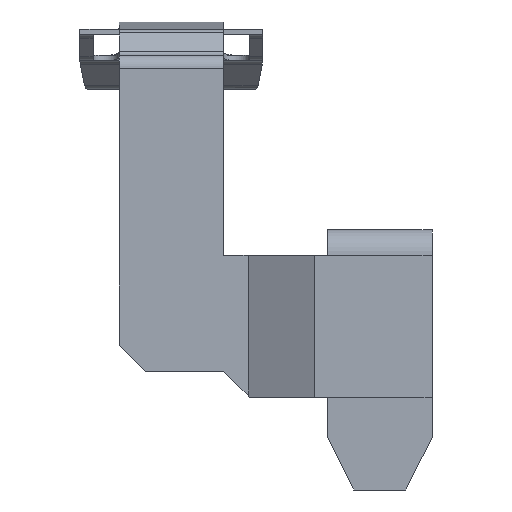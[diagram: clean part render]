
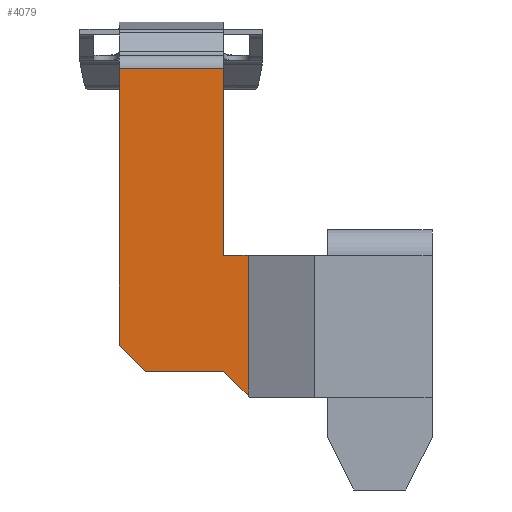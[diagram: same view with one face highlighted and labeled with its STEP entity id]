
A CAD part, front view. The second image highlights one B-rep face of the part: STEP entity #4079.
In plain terms, the highlighted planar face has unit normal (0, -1, 0).
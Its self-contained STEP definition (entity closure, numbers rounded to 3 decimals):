
#1516 = PLANE('',#1517);
#1517 = AXIS2_PLACEMENT_3D('',#1518,#1519,#1520);
#1518 = CARTESIAN_POINT('',(2.,-0.152,16.021));
#1519 = DIRECTION('',(1.,0.,0.));
#1520 = DIRECTION('',(0.,0.,-1.));
#1801 = PLANE('',#1802);
#1802 = AXIS2_PLACEMENT_3D('',#1803,#1804,#1805);
#1803 = CARTESIAN_POINT('',(-2.,-0.152,3.88));
#1804 = DIRECTION('',(-1.,-0.,0.));
#1805 = DIRECTION('',(0.,0.,1.));
#3360 = VERTEX_POINT('',#3361);
#3361 = CARTESIAN_POINT('',(2.,-0.142,14.511));
#3380 = CYLINDRICAL_SURFACE('',#3381,0.5);
#3381 = AXIS2_PLACEMENT_3D('',#3382,#3383,#3384);
#3382 = CARTESIAN_POINT('',(2.,0.358,14.511));
#3383 = DIRECTION('',(1.,0.,0.));
#3384 = DIRECTION('',(0.,-1.,0.));
#3392 = EDGE_CURVE('',#3393,#3360,#3395,.T.);
#3393 = VERTEX_POINT('',#3394);
#3394 = CARTESIAN_POINT('',(2.,-0.142,7.338));
#3395 = SURFACE_CURVE('',#3396,(#3400,#3407),.PCURVE_S1.);
#3396 = LINE('',#3397,#3398);
#3397 = CARTESIAN_POINT('',(2.,-0.142,
    10.925));
#3398 = VECTOR('',#3399,1.);
#3399 = DIRECTION('',(0.,0.,1.));
#3400 = PCURVE('',#1516,#3401);
#3401 = DEFINITIONAL_REPRESENTATION('',(#3402),#3406);
#3402 = LINE('',#3403,#3404);
#3403 = CARTESIAN_POINT('',(5.097,0.01));
#3404 = VECTOR('',#3405,1.);
#3405 = DIRECTION('',(-1.,0.));
#3406 = ( GEOMETRIC_REPRESENTATION_CONTEXT(2) 
PARAMETRIC_REPRESENTATION_CONTEXT() REPRESENTATION_CONTEXT('2D SPACE',''
  ) );
#3407 = PCURVE('',#3408,#3413);
#3408 = PLANE('',#3409);
#3409 = AXIS2_PLACEMENT_3D('',#3410,#3411,#3412);
#3410 = CARTESIAN_POINT('',(-2.01,-0.142,14.521));
#3411 = DIRECTION('',(0.,-1.,0.));
#3412 = DIRECTION('',(0.,0.,-1.));
#3413 = DEFINITIONAL_REPRESENTATION('',(#3414),#3418);
#3414 = LINE('',#3415,#3416);
#3415 = CARTESIAN_POINT('',(3.597,4.01));
#3416 = VECTOR('',#3417,1.);
#3417 = DIRECTION('',(-1.,0.));
#3418 = ( GEOMETRIC_REPRESENTATION_CONTEXT(2) 
PARAMETRIC_REPRESENTATION_CONTEXT() REPRESENTATION_CONTEXT('2D SPACE',''
  ) );
#3436 = PLANE('',#3437);
#3437 = AXIS2_PLACEMENT_3D('',#3438,#3439,#3440);
#3438 = CARTESIAN_POINT('',(1.99,-1.426,7.338));
#3439 = DIRECTION('',(0.,0.,1.));
#3440 = DIRECTION('',(1.,0.,0.));
#3764 = VERTEX_POINT('',#3765);
#3765 = CARTESIAN_POINT('',(-2.,-0.142,3.89));
#3779 = PLANE('',#3780);
#3780 = AXIS2_PLACEMENT_3D('',#3781,#3782,#3783);
#3781 = CARTESIAN_POINT('',(-0.993,-0.152,
    2.883));
#3782 = DIRECTION('',(-0.707,0.,
    -0.707));
#3783 = DIRECTION('',(-0.707,0.,0.707)
  );
#3791 = EDGE_CURVE('',#3764,#3792,#3794,.T.);
#3792 = VERTEX_POINT('',#3793);
#3793 = CARTESIAN_POINT('',(-2.,-0.142,14.511));
#3794 = SURFACE_CURVE('',#3795,(#3799,#3806),.PCURVE_S1.);
#3795 = LINE('',#3796,#3797);
#3796 = CARTESIAN_POINT('',(-2.,-0.142,
    9.201));
#3797 = VECTOR('',#3798,1.);
#3798 = DIRECTION('',(0.,0.,1.));
#3799 = PCURVE('',#1801,#3800);
#3800 = DEFINITIONAL_REPRESENTATION('',(#3801),#3805);
#3801 = LINE('',#3802,#3803);
#3802 = CARTESIAN_POINT('',(5.321,0.01));
#3803 = VECTOR('',#3804,1.);
#3804 = DIRECTION('',(1.,0.));
#3805 = ( GEOMETRIC_REPRESENTATION_CONTEXT(2) 
PARAMETRIC_REPRESENTATION_CONTEXT() REPRESENTATION_CONTEXT('2D SPACE',''
  ) );
#3806 = PCURVE('',#3408,#3807);
#3807 = DEFINITIONAL_REPRESENTATION('',(#3808),#3812);
#3808 = LINE('',#3809,#3810);
#3809 = CARTESIAN_POINT('',(5.321,0.01));
#3810 = VECTOR('',#3811,1.);
#3811 = DIRECTION('',(-1.,0.));
#3812 = ( GEOMETRIC_REPRESENTATION_CONTEXT(2) 
PARAMETRIC_REPRESENTATION_CONTEXT() REPRESENTATION_CONTEXT('2D SPACE',''
  ) );
#4059 = EDGE_CURVE('',#3792,#3360,#4060,.T.);
#4060 = SURFACE_CURVE('',#4061,(#4065,#4072),.PCURVE_S1.);
#4061 = LINE('',#4062,#4063);
#4062 = CARTESIAN_POINT('',(0.,-0.142,14.511));
#4063 = VECTOR('',#4064,1.);
#4064 = DIRECTION('',(1.,0.,0.));
#4065 = PCURVE('',#3380,#4066);
#4066 = DEFINITIONAL_REPRESENTATION('',(#4067),#4071);
#4067 = LINE('',#4068,#4069);
#4068 = CARTESIAN_POINT('',(6.283,-2.));
#4069 = VECTOR('',#4070,1.);
#4070 = DIRECTION('',(0.,1.));
#4071 = ( GEOMETRIC_REPRESENTATION_CONTEXT(2) 
PARAMETRIC_REPRESENTATION_CONTEXT() REPRESENTATION_CONTEXT('2D SPACE',''
  ) );
#4072 = PCURVE('',#3408,#4073);
#4073 = DEFINITIONAL_REPRESENTATION('',(#4074),#4078);
#4074 = LINE('',#4075,#4076);
#4075 = CARTESIAN_POINT('',(0.01,2.01));
#4076 = VECTOR('',#4077,1.);
#4077 = DIRECTION('',(0.,1.));
#4078 = ( GEOMETRIC_REPRESENTATION_CONTEXT(2) 
PARAMETRIC_REPRESENTATION_CONTEXT() REPRESENTATION_CONTEXT('2D SPACE',''
  ) );
#4079 = ADVANCED_FACE('',(#4080),#3408,.T.);
#4080 = FACE_BOUND('',#4081,.T.);
#4081 = EDGE_LOOP('',(#4082,#4083,#4084,#4107,#4135,#4163,#4191,#4212));
#4082 = ORIENTED_EDGE('',*,*,#4059,.F.);
#4083 = ORIENTED_EDGE('',*,*,#3791,.F.);
#4084 = ORIENTED_EDGE('',*,*,#4085,.T.);
#4085 = EDGE_CURVE('',#3764,#4086,#4088,.T.);
#4086 = VERTEX_POINT('',#4087);
#4087 = CARTESIAN_POINT('',(-1.,-0.142,2.89));
#4088 = SURFACE_CURVE('',#4089,(#4093,#4100),.PCURVE_S1.);
#4089 = LINE('',#4090,#4091);
#4090 = CARTESIAN_POINT('',(-1.5,-0.142,
    3.39));
#4091 = VECTOR('',#4092,1.);
#4092 = DIRECTION('',(0.707,0.,-0.707
    ));
#4093 = PCURVE('',#3408,#4094);
#4094 = DEFINITIONAL_REPRESENTATION('',(#4095),#4099);
#4095 = LINE('',#4096,#4097);
#4096 = CARTESIAN_POINT('',(11.131,0.51));
#4097 = VECTOR('',#4098,1.);
#4098 = DIRECTION('',(0.707,0.707));
#4099 = ( GEOMETRIC_REPRESENTATION_CONTEXT(2) 
PARAMETRIC_REPRESENTATION_CONTEXT() REPRESENTATION_CONTEXT('2D SPACE',''
  ) );
#4100 = PCURVE('',#3779,#4101);
#4101 = DEFINITIONAL_REPRESENTATION('',(#4102),#4106);
#4102 = LINE('',#4103,#4104);
#4103 = CARTESIAN_POINT('',(0.717,0.01));
#4104 = VECTOR('',#4105,1.);
#4105 = DIRECTION('',(-1.,0.));
#4106 = ( GEOMETRIC_REPRESENTATION_CONTEXT(2) 
PARAMETRIC_REPRESENTATION_CONTEXT() REPRESENTATION_CONTEXT('2D SPACE',''
  ) );
#4107 = ORIENTED_EDGE('',*,*,#4108,.F.);
#4108 = EDGE_CURVE('',#4109,#4086,#4111,.T.);
#4109 = VERTEX_POINT('',#4110);
#4110 = CARTESIAN_POINT('',(2.,-0.142,2.89));
#4111 = SURFACE_CURVE('',#4112,(#4116,#4123),.PCURVE_S1.);
#4112 = LINE('',#4113,#4114);
#4113 = CARTESIAN_POINT('',(0.5,-0.142,2.89));
#4114 = VECTOR('',#4115,1.);
#4115 = DIRECTION('',(-1.,-0.,0.));
#4116 = PCURVE('',#3408,#4117);
#4117 = DEFINITIONAL_REPRESENTATION('',(#4118),#4122);
#4118 = LINE('',#4119,#4120);
#4119 = CARTESIAN_POINT('',(11.631,2.51));
#4120 = VECTOR('',#4121,1.);
#4121 = DIRECTION('',(0.,-1.));
#4122 = ( GEOMETRIC_REPRESENTATION_CONTEXT(2) 
PARAMETRIC_REPRESENTATION_CONTEXT() REPRESENTATION_CONTEXT('2D SPACE',''
  ) );
#4123 = PCURVE('',#4124,#4129);
#4124 = PLANE('',#4125);
#4125 = AXIS2_PLACEMENT_3D('',#4126,#4127,#4128);
#4126 = CARTESIAN_POINT('',(2.01,-0.152,2.89));
#4127 = DIRECTION('',(0.,0.,-1.));
#4128 = DIRECTION('',(-1.,-0.,0.));
#4129 = DEFINITIONAL_REPRESENTATION('',(#4130),#4134);
#4130 = LINE('',#4131,#4132);
#4131 = CARTESIAN_POINT('',(1.51,0.01));
#4132 = VECTOR('',#4133,1.);
#4133 = DIRECTION('',(1.,0.));
#4134 = ( GEOMETRIC_REPRESENTATION_CONTEXT(2) 
PARAMETRIC_REPRESENTATION_CONTEXT() REPRESENTATION_CONTEXT('2D SPACE',''
  ) );
#4135 = ORIENTED_EDGE('',*,*,#4136,.T.);
#4136 = EDGE_CURVE('',#4109,#4137,#4139,.T.);
#4137 = VERTEX_POINT('',#4138);
#4138 = CARTESIAN_POINT('',(2.949,-0.142,1.941
    ));
#4139 = SURFACE_CURVE('',#4140,(#4144,#4151),.PCURVE_S1.);
#4140 = LINE('',#4141,#4142);
#4141 = CARTESIAN_POINT('',(2.474,-0.142,
    2.416));
#4142 = VECTOR('',#4143,1.);
#4143 = DIRECTION('',(0.707,0.,-0.707
    ));
#4144 = PCURVE('',#3408,#4145);
#4145 = DEFINITIONAL_REPRESENTATION('',(#4146),#4150);
#4146 = LINE('',#4147,#4148);
#4147 = CARTESIAN_POINT('',(12.106,4.484));
#4148 = VECTOR('',#4149,1.);
#4149 = DIRECTION('',(0.707,0.707));
#4150 = ( GEOMETRIC_REPRESENTATION_CONTEXT(2) 
PARAMETRIC_REPRESENTATION_CONTEXT() REPRESENTATION_CONTEXT('2D SPACE',''
  ) );
#4151 = PCURVE('',#4152,#4157);
#4152 = PLANE('',#4153);
#4153 = AXIS2_PLACEMENT_3D('',#4154,#4155,#4156);
#4154 = CARTESIAN_POINT('',(3.007,-0.178,
    1.883));
#4155 = DIRECTION('',(-0.707,0.,-0.707
    ));
#4156 = DIRECTION('',(-0.707,0.,0.707
    ));
#4157 = DEFINITIONAL_REPRESENTATION('',(#4158),#4162);
#4158 = LINE('',#4159,#4160);
#4159 = CARTESIAN_POINT('',(0.753,0.036));
#4160 = VECTOR('',#4161,1.);
#4161 = DIRECTION('',(-1.,0.));
#4162 = ( GEOMETRIC_REPRESENTATION_CONTEXT(2) 
PARAMETRIC_REPRESENTATION_CONTEXT() REPRESENTATION_CONTEXT('2D SPACE',''
  ) );
#4163 = ORIENTED_EDGE('',*,*,#4164,.T.);
#4164 = EDGE_CURVE('',#4137,#4165,#4167,.T.);
#4165 = VERTEX_POINT('',#4166);
#4166 = CARTESIAN_POINT('',(2.949,-0.142,
    7.338));
#4167 = SURFACE_CURVE('',#4168,(#4172,#4179),.PCURVE_S1.);
#4168 = LINE('',#4169,#4170);
#4169 = CARTESIAN_POINT('',(2.949,-0.142,
    4.64));
#4170 = VECTOR('',#4171,1.);
#4171 = DIRECTION('',(0.,0.,1.));
#4172 = PCURVE('',#3408,#4173);
#4173 = DEFINITIONAL_REPRESENTATION('',(#4174),#4178);
#4174 = LINE('',#4175,#4176);
#4175 = CARTESIAN_POINT('',(9.882,4.959));
#4176 = VECTOR('',#4177,1.);
#4177 = DIRECTION('',(-1.,0.));
#4178 = ( GEOMETRIC_REPRESENTATION_CONTEXT(2) 
PARAMETRIC_REPRESENTATION_CONTEXT() REPRESENTATION_CONTEXT('2D SPACE',''
  ) );
#4179 = PCURVE('',#4180,#4185);
#4180 = PLANE('',#4181);
#4181 = AXIS2_PLACEMENT_3D('',#4182,#4183,#4184);
#4182 = CARTESIAN_POINT('',(2.94,-0.138,
    7.348));
#4183 = DIRECTION('',(-0.447,-0.894,0.));
#4184 = DIRECTION('',(0.,0.,-1.));
#4185 = DEFINITIONAL_REPRESENTATION('',(#4186),#4190);
#4186 = LINE('',#4187,#4188);
#4187 = CARTESIAN_POINT('',(2.708,0.01));
#4188 = VECTOR('',#4189,1.);
#4189 = DIRECTION('',(-1.,0.));
#4190 = ( GEOMETRIC_REPRESENTATION_CONTEXT(2) 
PARAMETRIC_REPRESENTATION_CONTEXT() REPRESENTATION_CONTEXT('2D SPACE',''
  ) );
#4191 = ORIENTED_EDGE('',*,*,#4192,.F.);
#4192 = EDGE_CURVE('',#3393,#4165,#4193,.T.);
#4193 = SURFACE_CURVE('',#4194,(#4198,#4205),.PCURVE_S1.);
#4194 = LINE('',#4195,#4196);
#4195 = CARTESIAN_POINT('',(2.474,-0.142,
    7.338));
#4196 = VECTOR('',#4197,1.);
#4197 = DIRECTION('',(1.,0.,0.));
#4198 = PCURVE('',#3408,#4199);
#4199 = DEFINITIONAL_REPRESENTATION('',(#4200),#4204);
#4200 = LINE('',#4201,#4202);
#4201 = CARTESIAN_POINT('',(7.183,4.484));
#4202 = VECTOR('',#4203,1.);
#4203 = DIRECTION('',(0.,1.));
#4204 = ( GEOMETRIC_REPRESENTATION_CONTEXT(2) 
PARAMETRIC_REPRESENTATION_CONTEXT() REPRESENTATION_CONTEXT('2D SPACE',''
  ) );
#4205 = PCURVE('',#3436,#4206);
#4206 = DEFINITIONAL_REPRESENTATION('',(#4207),#4211);
#4207 = LINE('',#4208,#4209);
#4208 = CARTESIAN_POINT('',(0.484,1.284));
#4209 = VECTOR('',#4210,1.);
#4210 = DIRECTION('',(1.,0.));
#4211 = ( GEOMETRIC_REPRESENTATION_CONTEXT(2) 
PARAMETRIC_REPRESENTATION_CONTEXT() REPRESENTATION_CONTEXT('2D SPACE',''
  ) );
#4212 = ORIENTED_EDGE('',*,*,#3392,.T.);
